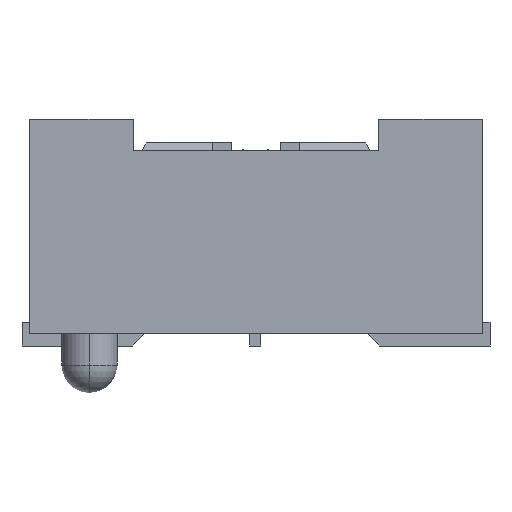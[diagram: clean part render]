
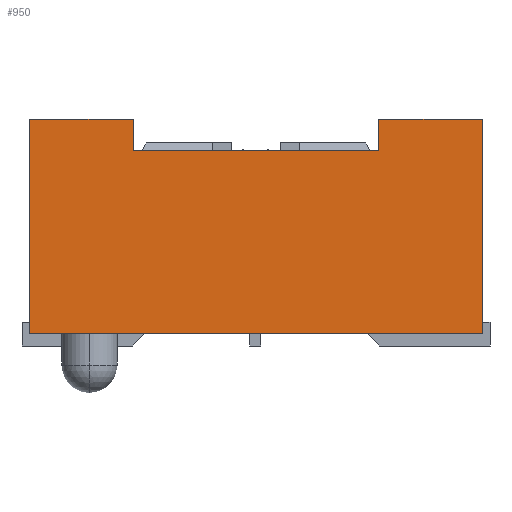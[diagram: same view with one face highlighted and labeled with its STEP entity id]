
A CAD part, left-side view. The second image highlights one B-rep face of the part: STEP entity #950.
In plain terms, the highlighted planar face has unit normal (-1, 0, 0).
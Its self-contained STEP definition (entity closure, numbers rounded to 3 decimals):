
#253=CARTESIAN_POINT('',(-30.639,-1.968,3.632));
#254=VERTEX_POINT('',#253);
#261=CARTESIAN_POINT('',(-30.639,-3.619,3.632));
#262=VERTEX_POINT('',#261);
#263=CARTESIAN_POINT('',(-30.639,-1.968,3.632));
#264=DIRECTION('',(0.0,-1.0,0.0));
#265=VECTOR('',#264,1.651);
#266=LINE('',#263,#265);
#267=EDGE_CURVE('',#254,#262,#266,.T.);
#374=CARTESIAN_POINT('',(-30.639,-1.968,3.124));
#375=VERTEX_POINT('',#374);
#382=CARTESIAN_POINT('',(-30.639,-1.968,3.124));
#383=DIRECTION('',(0.0,0.0,1.0));
#384=VECTOR('',#383,0.508);
#385=LINE('',#382,#384);
#386=EDGE_CURVE('',#375,#254,#385,.T.);
#414=CARTESIAN_POINT('',(-30.639,1.968,3.124));
#415=VERTEX_POINT('',#414);
#422=CARTESIAN_POINT('',(-30.639,-1.968,3.124));
#423=DIRECTION('',(0.0,1.0,0.0));
#424=VECTOR('',#423,3.937);
#425=LINE('',#422,#424);
#426=EDGE_CURVE('',#375,#415,#425,.T.);
#593=CARTESIAN_POINT('',(-30.639,-3.619,0.203));
#594=VERTEX_POINT('',#593);
#610=CARTESIAN_POINT('',(-30.639,-3.619,0.203));
#611=DIRECTION('',(0.0,0.0,1.0));
#612=VECTOR('',#611,3.429);
#613=LINE('',#610,#612);
#614=EDGE_CURVE('',#594,#262,#613,.T.);
#625=CARTESIAN_POINT('',(-30.639,3.619,0.203));
#626=VERTEX_POINT('',#625);
#627=CARTESIAN_POINT('',(-30.639,3.619,0.203));
#628=DIRECTION('',(0.0,-1.0,0.0));
#629=VECTOR('',#628,7.239);
#630=LINE('',#627,#629);
#631=EDGE_CURVE('',#626,#594,#630,.T.);
#776=CARTESIAN_POINT('',(-30.639,3.619,3.632));
#777=VERTEX_POINT('',#776);
#784=CARTESIAN_POINT('',(-30.639,1.968,3.632));
#785=VERTEX_POINT('',#784);
#786=CARTESIAN_POINT('',(-30.639,1.968,3.632));
#787=DIRECTION('',(0.0,1.0,0.0));
#788=VECTOR('',#787,1.651);
#789=LINE('',#786,#788);
#790=EDGE_CURVE('',#785,#777,#789,.T.);
#837=CARTESIAN_POINT('',(-30.639,3.619,3.632));
#838=DIRECTION('',(0.0,0.0,-1.0));
#839=VECTOR('',#838,3.429);
#840=LINE('',#837,#839);
#841=EDGE_CURVE('',#777,#626,#840,.T.);
#924=CARTESIAN_POINT('',(-30.639,1.968,3.124));
#925=DIRECTION('',(0.0,0.0,1.0));
#926=VECTOR('',#925,0.508);
#927=LINE('',#924,#926);
#928=EDGE_CURVE('',#415,#785,#927,.T.);
#935=CARTESIAN_POINT('',(-30.639,1.968,3.124));
#936=DIRECTION('',(-1.0,0.0,0.0));
#937=DIRECTION('',(0.0,0.0,1.0));
#938=AXIS2_PLACEMENT_3D('',#935,#936,#937);
#939=PLANE('',#938);
#940=ORIENTED_EDGE('',*,*,#790,.T.);
#941=ORIENTED_EDGE('',*,*,#841,.T.);
#942=ORIENTED_EDGE('',*,*,#631,.T.);
#943=ORIENTED_EDGE('',*,*,#614,.T.);
#944=ORIENTED_EDGE('',*,*,#267,.F.);
#945=ORIENTED_EDGE('',*,*,#386,.F.);
#946=ORIENTED_EDGE('',*,*,#426,.T.);
#947=ORIENTED_EDGE('',*,*,#928,.T.);
#948=EDGE_LOOP('',(#940,#941,#942,#943,#944,#945,#946,#947));
#949=FACE_OUTER_BOUND('',#948,.T.);
#950=ADVANCED_FACE('',(#949),#939,.T.);
